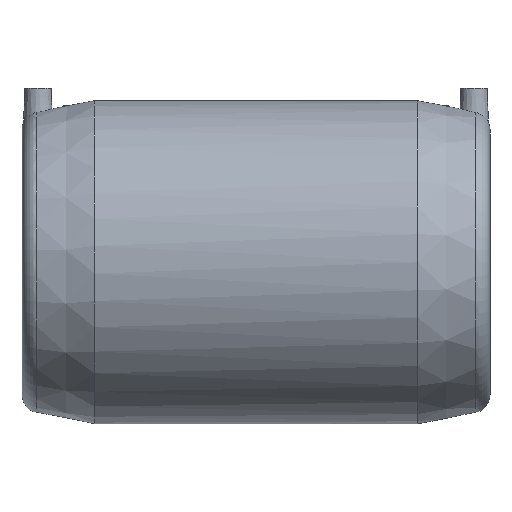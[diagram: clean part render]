
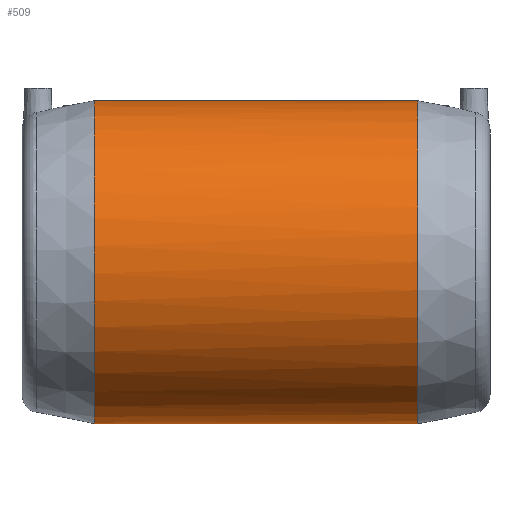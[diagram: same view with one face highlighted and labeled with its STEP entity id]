
A CAD part, front view. The second image highlights one B-rep face of the part: STEP entity #509.
In plain terms, the highlighted cylindrical face has radius 116 mm (diameter 232 mm), a full revolution.
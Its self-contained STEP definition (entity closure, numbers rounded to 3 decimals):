
#55=B_SPLINE_CURVE_WITH_KNOTS('',3,(#995,#996,#997,#998,#999,#1000,#1001,
#1002,#1003,#1004,#1005,#1006,#1007,#1008,#1009,#1010,#1011,#1012,#1013,
#1014,#1015,#1016,#1017,#1018,#1019,#1020,#1021,#1022,#1023,#1024,#1025),
 .UNSPECIFIED.,.F.,.F.,(4,1,1,1,1,1,1,1,1,1,1,1,1,1,1,1,1,1,1,1,1,1,1,1,
1,1,1,1,4),(0.023,0.034,0.04,0.046,
0.058,0.064,0.069,0.081,
0.087,0.093,0.105,0.111,
0.116,0.122,0.128,0.134,
0.14,0.146,0.152,0.158,
0.163,0.169,0.175,0.181,
0.187,0.193,0.199,0.204,
0.21),.UNSPECIFIED.);
#56=B_SPLINE_CURVE_WITH_KNOTS('',3,(#1028,#1029,#1030,#1031,#1032,#1033,
#1034,#1035),.UNSPECIFIED.,.F.,.F.,(4,1,1,1,1,4),(0.,0.011,
0.017,0.022,0.034,0.045),
 .UNSPECIFIED.);
#57=B_SPLINE_CURVE_WITH_KNOTS('',3,(#1037,#1038,#1039,#1040,#1041,#1042,
#1043,#1044,#1045,#1046,#1047,#1048,#1049,#1050,#1051,#1052,#1053,#1054,
#1055,#1056,#1057,#1058,#1059,#1060,#1061,#1062,#1063),.UNSPECIFIED.,.F.,
 .F.,(4,1,1,1,1,1,1,1,1,1,1,1,1,1,1,1,1,1,1,1,1,1,1,1,4),(0.255,
0.267,0.273,0.279,0.291,
0.296,0.302,0.314,0.32,
0.326,0.332,0.338,0.343,
0.349,0.355,0.361,0.373,
0.384,0.39,0.396,0.408,0.414,
0.42,0.431,0.443),.UNSPECIFIED.);
#58=B_SPLINE_CURVE_WITH_KNOTS('',3,(#1065,#1066,#1067,#1068,#1069,#1070,
#1071,#1072),.UNSPECIFIED.,.F.,.F.,(4,1,1,1,1,4),(0.,0.011,
0.017,0.022,0.034,0.045),
 .UNSPECIFIED.);
#73=CYLINDRICAL_SURFACE('',#580,116.);
#122=ORIENTED_EDGE('',*,*,#223,.T.);
#123=ORIENTED_EDGE('',*,*,#224,.T.);
#124=ORIENTED_EDGE('',*,*,#225,.T.);
#125=ORIENTED_EDGE('',*,*,#226,.T.);
#126=ORIENTED_EDGE('',*,*,#209,.F.);
#127=ORIENTED_EDGE('',*,*,#207,.T.);
#207=EDGE_CURVE('',#264,#264,#308,.T.);
#209=EDGE_CURVE('',#266,#266,#309,.T.);
#223=EDGE_CURVE('',#279,#280,#55,.T.);
#224=EDGE_CURVE('',#280,#281,#56,.T.);
#225=EDGE_CURVE('',#281,#282,#57,.T.);
#226=EDGE_CURVE('',#282,#279,#58,.T.);
#264=VERTEX_POINT('',#838);
#266=VERTEX_POINT('',#853);
#279=VERTEX_POINT('',#1026);
#280=VERTEX_POINT('',#1027);
#281=VERTEX_POINT('',#1036);
#282=VERTEX_POINT('',#1064);
#308=CIRCLE('',#565,116.);
#309=CIRCLE('',#567,116.);
#366=EDGE_LOOP('',(#122,#123,#124,#125));
#367=EDGE_LOOP('',(#126));
#368=EDGE_LOOP('',(#127));
#438=FACE_BOUND('',#366,.T.);
#439=FACE_BOUND('',#367,.T.);
#440=FACE_BOUND('',#368,.T.);
#509=ADVANCED_FACE('',(#438,#439,#440),#73,.T.);
#565=AXIS2_PLACEMENT_3D('',#837,#655,#656);
#567=AXIS2_PLACEMENT_3D('',#852,#659,#660);
#580=AXIS2_PLACEMENT_3D('',#994,#687,#688);
#655=DIRECTION('',(-1.,0.,0.));
#656=DIRECTION('',(0.,0.,1.));
#659=DIRECTION('',(-1.,0.,0.));
#660=DIRECTION('',(0.,0.,1.));
#687=DIRECTION('',(-1.,0.,0.));
#688=DIRECTION('',(0.,0.,1.));
#837=CARTESIAN_POINT('',(116.,0.,0.));
#838=CARTESIAN_POINT('',(116.,0.,116.));
#852=CARTESIAN_POINT('',(-116.,0.,0.));
#853=CARTESIAN_POINT('',(-116.,0.,116.));
#994=CARTESIAN_POINT('',(-60.,0.,0.));
#995=CARTESIAN_POINT('',(70.736,113.885,22.05));
#996=CARTESIAN_POINT('',(69.46,113.18,25.691));
#997=CARTESIAN_POINT('',(67.117,111.903,30.898));
#998=CARTESIAN_POINT('',(63.147,109.836,37.422));
#999=CARTESIAN_POINT('',(58.719,107.612,43.512));
#1000=CARTESIAN_POINT('',(53.669,105.224,48.966));
#1001=CARTESIAN_POINT('',(47.961,102.765,53.856));
#1002=CARTESIAN_POINT('',(41.944,100.36,58.259));
#1003=CARTESIAN_POINT('',(35.48,98.096,61.963));
#1004=CARTESIAN_POINT('',(28.511,96.097,64.988));
#1005=CARTESIAN_POINT('',(21.229,94.343,67.519));
#1006=CARTESIAN_POINT('',(13.737,93.082,69.228));
#1007=CARTESIAN_POINT('',(5.898,92.413,70.114));
#1008=CARTESIAN_POINT('',(0.012,92.246,70.333));
#1009=CARTESIAN_POINT('',(-5.831,92.411,70.117));
#1010=CARTESIAN_POINT('',(-11.642,92.899,69.471));
#1011=CARTESIAN_POINT('',(-17.433,93.704,68.384));
#1012=CARTESIAN_POINT('',(-23.02,94.775,66.896));
#1013=CARTESIAN_POINT('',(-28.43,96.076,65.019));
#1014=CARTESIAN_POINT('',(-33.689,97.58,62.745));
#1015=CARTESIAN_POINT('',(-38.711,99.228,60.111));
#1016=CARTESIAN_POINT('',(-43.467,100.969,57.145));
#1017=CARTESIAN_POINT('',(-47.976,102.772,53.844));
#1018=CARTESIAN_POINT('',(-52.258,104.616,50.175));
#1019=CARTESIAN_POINT('',(-56.214,106.428,46.215));
#1020=CARTESIAN_POINT('',(-59.838,108.174,41.973));
#1021=CARTESIAN_POINT('',(-63.133,109.83,37.439));
#1022=CARTESIAN_POINT('',(-66.094,111.37,32.586));
#1023=CARTESIAN_POINT('',(-68.681,112.756,27.42));
#1024=CARTESIAN_POINT('',(-70.1,113.534,23.864));
#1025=CARTESIAN_POINT('',(-70.736,113.885,22.05));
#1026=CARTESIAN_POINT('',(70.736,113.885,22.05));
#1027=CARTESIAN_POINT('',(-70.736,113.885,22.05));
#1028=CARTESIAN_POINT('',(-70.736,113.885,22.05));
#1029=CARTESIAN_POINT('',(-71.97,114.567,18.529));
#1030=CARTESIAN_POINT('',(-73.261,115.36,13.118));
#1031=CARTESIAN_POINT('',(-74.105,115.906,5.688));
#1032=CARTESIAN_POINT('',(-74.382,116.092,-1.889));
#1033=CARTESIAN_POINT('',(-73.712,115.639,-11.194));
#1034=CARTESIAN_POINT('',(-71.969,114.566,-18.532));
#1035=CARTESIAN_POINT('',(-70.736,113.885,-22.05));
#1036=CARTESIAN_POINT('',(-70.736,113.885,-22.05));
#1037=CARTESIAN_POINT('',(-70.736,113.885,-22.05));
#1038=CARTESIAN_POINT('',(-69.454,113.177,-25.709));
#1039=CARTESIAN_POINT('',(-67.101,111.895,-30.922));
#1040=CARTESIAN_POINT('',(-63.17,109.848,-37.387));
#1041=CARTESIAN_POINT('',(-58.71,107.607,-43.528));
#1042=CARTESIAN_POINT('',(-53.655,105.218,-48.975));
#1043=CARTESIAN_POINT('',(-47.997,102.781,-53.827));
#1044=CARTESIAN_POINT('',(-41.927,100.353,-58.273));
#1045=CARTESIAN_POINT('',(-35.456,98.089,-61.973));
#1046=CARTESIAN_POINT('',(-28.544,96.106,-64.974));
#1047=CARTESIAN_POINT('',(-23.104,94.793,-66.872));
#1048=CARTESIAN_POINT('',(-17.482,93.713,-68.372));
#1049=CARTESIAN_POINT('',(-11.777,92.915,-69.449));
#1050=CARTESIAN_POINT('',(-5.966,92.417,-70.108));
#1051=CARTESIAN_POINT('',(-0.022,92.245,-70.334));
#1052=CARTESIAN_POINT('',(5.846,92.412,-70.115));
#1053=CARTESIAN_POINT('',(13.577,93.061,-69.256));
#1054=CARTESIAN_POINT('',(23.135,94.663,-67.086));
#1055=CARTESIAN_POINT('',(31.979,97.021,-63.638));
#1056=CARTESIAN_POINT('',(38.713,99.228,-60.111));
#1057=CARTESIAN_POINT('',(45.068,101.555,-56.146));
#1058=CARTESIAN_POINT('',(50.895,103.993,-51.534));
#1059=CARTESIAN_POINT('',(56.221,106.431,-46.209));
#1060=CARTESIAN_POINT('',(61.068,108.767,-40.529));
#1061=CARTESIAN_POINT('',(66.261,111.438,-32.77));
#1062=CARTESIAN_POINT('',(69.461,113.18,-25.689));
#1063=CARTESIAN_POINT('',(70.736,113.885,-22.05));
#1064=CARTESIAN_POINT('',(70.736,113.885,-22.05));
#1065=CARTESIAN_POINT('',(70.736,113.885,-22.05));
#1066=CARTESIAN_POINT('',(71.97,114.567,-18.529));
#1067=CARTESIAN_POINT('',(73.261,115.36,-13.118));
#1068=CARTESIAN_POINT('',(74.105,115.906,-5.688));
#1069=CARTESIAN_POINT('',(74.382,116.092,1.889));
#1070=CARTESIAN_POINT('',(73.712,115.639,11.194));
#1071=CARTESIAN_POINT('',(71.969,114.566,18.532));
#1072=CARTESIAN_POINT('',(70.736,113.885,22.05));
